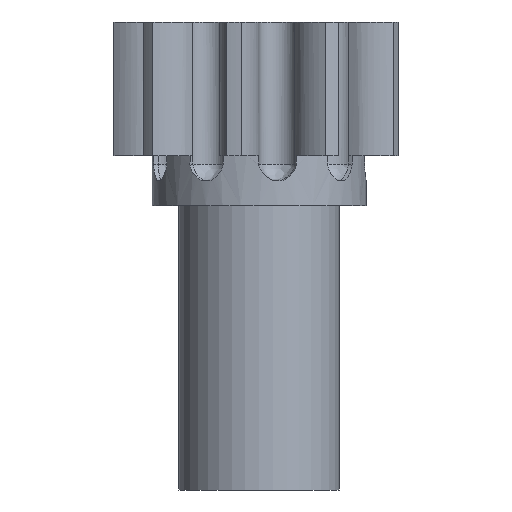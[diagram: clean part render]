
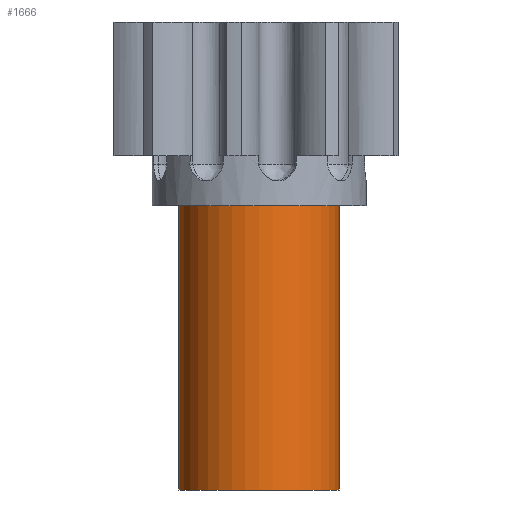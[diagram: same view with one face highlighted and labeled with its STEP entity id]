
A CAD part, front view. The second image highlights one B-rep face of the part: STEP entity #1666.
In plain terms, the highlighted cylindrical face has radius 2.4 mm (diameter 4.8 mm), a full revolution.
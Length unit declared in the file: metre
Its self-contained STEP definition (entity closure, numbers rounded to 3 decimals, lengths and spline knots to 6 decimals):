
#376=ORIENTED_EDGE('',*,*,#916,.T.);
#377=ORIENTED_EDGE('',*,*,#917,.F.);
#916=EDGE_CURVE('',#1186,#1186,#1355,.T.);
#917=EDGE_CURVE('',#1187,#1187,#1356,.T.);
#1186=VERTEX_POINT('',#2203);
#1187=VERTEX_POINT('',#2205);
#1355=CIRCLE('',#1787,0.0024);
#1356=CIRCLE('',#1788,0.0024);
#1405=EDGE_LOOP('',(#376));
#1406=EDGE_LOOP('',(#377));
#1516=FACE_BOUND('',#1405,.T.);
#1517=FACE_BOUND('',#1406,.T.);
#1627=CYLINDRICAL_SURFACE('',#1786,0.0024);
#1666=ADVANCED_FACE('',(#1516,#1517),#1627,.T.);
#1786=AXIS2_PLACEMENT_3D('',#2201,#1900,#1901);
#1787=AXIS2_PLACEMENT_3D('',#2202,#1902,#1903);
#1788=AXIS2_PLACEMENT_3D('',#2204,#1904,#1905);
#1900=DIRECTION('',(0.,0.,1.));
#1901=DIRECTION('',(0.,-1.,0.));
#1902=DIRECTION('',(0.,0.,1.));
#1903=DIRECTION('',(0.,-1.,0.));
#1904=DIRECTION('',(0.,0.,1.));
#1905=DIRECTION('',(0.,-1.,0.));
#2201=CARTESIAN_POINT('',(0.,0.,-0.003));
#2202=CARTESIAN_POINT('',(0.,0.,-0.003));
#2203=CARTESIAN_POINT('',(0.,-0.0024,-0.003));
#2204=CARTESIAN_POINT('',(0.,0.,0.0055));
#2205=CARTESIAN_POINT('',(0.,-0.0024,0.0055));
